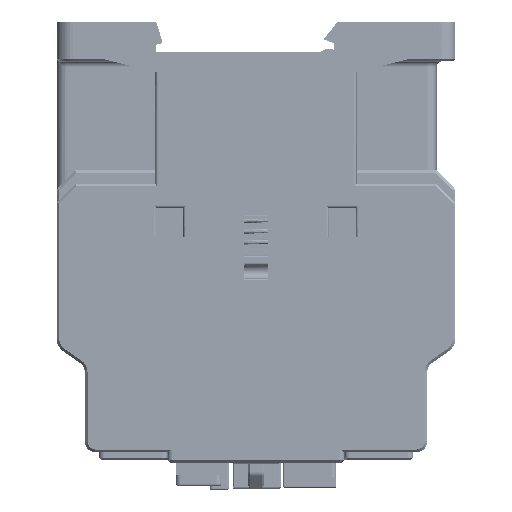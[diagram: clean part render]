
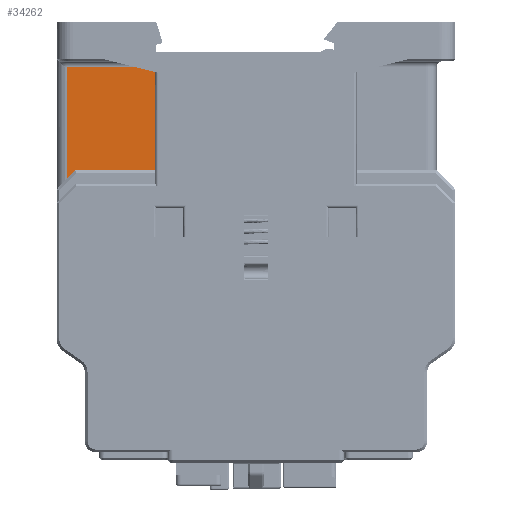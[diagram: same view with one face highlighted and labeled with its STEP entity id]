
A CAD part, left-side view. The second image highlights one B-rep face of the part: STEP entity #34262.
In plain terms, the highlighted planar face has unit normal (-1, 0, 0).
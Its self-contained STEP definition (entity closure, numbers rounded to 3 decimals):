
#2340=DIRECTION('',(0.,-1.,0.));
#2341=VECTOR('',#2340,16.25);
#2342=CARTESIAN_POINT('',(12.5,72.,-8.3));
#2343=LINE('',#2342,#2341);
#2344=DIRECTION('',(0.,0.,-1.));
#2345=VECTOR('',#2344,19.2);
#2346=CARTESIAN_POINT('',(12.5,55.75,-8.3));
#2347=LINE('',#2346,#2345);
#2348=DIRECTION('',(0.,1.,0.));
#2349=VECTOR('',#2348,14.75);
#2350=CARTESIAN_POINT('',(12.5,55.75,-27.5));
#2351=LINE('',#2350,#2349);
#2352=DIRECTION('',(0.,0.,-1.));
#2353=VECTOR('',#2352,20.7);
#2354=CARTESIAN_POINT('',(12.5,72.,-8.3));
#2355=LINE('',#2354,#2353);
#20099=DIRECTION('',(0.,-0.707,0.707));
#20100=VECTOR('',#20099,2.121);
#20101=CARTESIAN_POINT('',(12.5,72.,-29.));
#20102=LINE('',#20101,#20100);
#30382=CARTESIAN_POINT('',(12.5,55.75,-27.5));
#30384=VERTEX_POINT('',#30382);
#30399=CARTESIAN_POINT('',(12.5,70.5,-27.5));
#30400=VERTEX_POINT('',#30399);
#30401=CARTESIAN_POINT('',(12.5,72.,-29.));
#30402=VERTEX_POINT('',#30401);
#31586=CARTESIAN_POINT('',(12.5,55.75,-8.3));
#31587=VERTEX_POINT('',#31586);
#31590=CARTESIAN_POINT('',(12.5,72.,-8.3));
#31591=VERTEX_POINT('',#31590);
#34245=CARTESIAN_POINT('',(12.5,53.75,-5.5));
#34246=DIRECTION('',(-1.,0.,0.));
#34247=DIRECTION('',(0.,1.,0.));
#34248=AXIS2_PLACEMENT_3D('',#34245,#34246,#34247);
#34249=PLANE('',#34248);
#34251=ORIENTED_EDGE('',*,*,#34250,.T.);
#34253=ORIENTED_EDGE('',*,*,#34252,.T.);
#34255=ORIENTED_EDGE('',*,*,#34254,.T.);
#34257=ORIENTED_EDGE('',*,*,#34256,.F.);
#34259=ORIENTED_EDGE('',*,*,#34258,.F.);
#34260=EDGE_LOOP('',(#34251,#34253,#34255,#34257,#34259));
#34261=FACE_OUTER_BOUND('',#34260,.F.);
#34262=ADVANCED_FACE('',(#34261),#34249,.T.);
#34250=EDGE_CURVE('',#31591,#31587,#2343,.T.);
#34252=EDGE_CURVE('',#31587,#30384,#2347,.T.);
#34254=EDGE_CURVE('',#30384,#30400,#2351,.T.);
#34256=EDGE_CURVE('',#30402,#30400,#20102,.T.);
#34258=EDGE_CURVE('',#31591,#30402,#2355,.T.);
